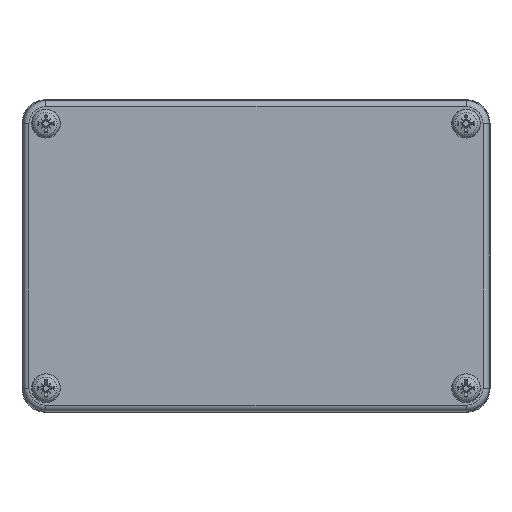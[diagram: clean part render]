
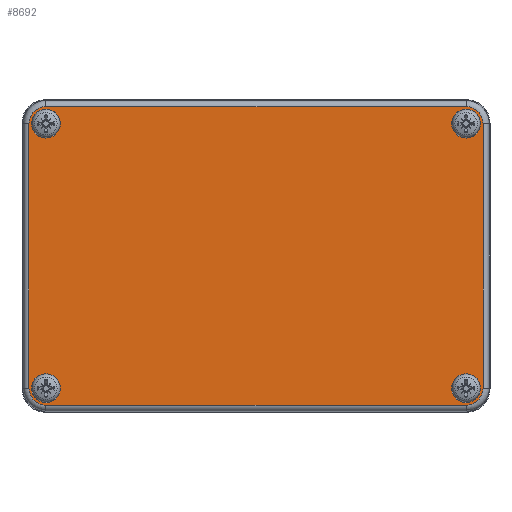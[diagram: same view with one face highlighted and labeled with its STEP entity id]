
A CAD part, top view. The second image highlights one B-rep face of the part: STEP entity #8692.
In plain terms, the highlighted face is planar.
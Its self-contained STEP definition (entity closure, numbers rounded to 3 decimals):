
#8271=CARTESIAN_POINT('',(-54.0,-38.351,-10.0));
#8272=VERTEX_POINT('',#8271);
#8280=CARTESIAN_POINT('',(54.0,-38.351,-10.0));
#8281=VERTEX_POINT('',#8280);
#8282=CARTESIAN_POINT('',(-54.0,-38.351,-10.0));
#8283=DIRECTION('',(1.0,0.0,0.0));
#8284=VECTOR('',#8283,108.0);
#8285=LINE('',#8282,#8284);
#8286=EDGE_CURVE('',#8272,#8281,#8285,.T.);
#8313=CARTESIAN_POINT('',(-58.351,-34.,-10.0));
#8314=VERTEX_POINT('',#8313);
#8322=CARTESIAN_POINT('',(-54.0,-34.,-10.0));
#8323=DIRECTION('',(0.0,0.0,1.0));
#8324=DIRECTION('',(-0.707,-0.707,0.0));
#8325=AXIS2_PLACEMENT_3D('',#8322,#8323,#8324);
#8326=CIRCLE('',#8325,4.351);
#8327=EDGE_CURVE('',#8314,#8272,#8326,.T.);
#8345=CARTESIAN_POINT('',(58.351,-34.0,-10.0));
#8346=VERTEX_POINT('',#8345);
#8364=CARTESIAN_POINT('',(54.0,-34.,-10.0));
#8365=DIRECTION('',(0.0,0.0,1.0));
#8366=DIRECTION('',(0.707,-0.707,0.0));
#8367=AXIS2_PLACEMENT_3D('',#8364,#8365,#8366);
#8368=CIRCLE('',#8367,4.351);
#8369=EDGE_CURVE('',#8281,#8346,#8368,.T.);
#8381=CARTESIAN_POINT('',(-58.351,34.,-10.0));
#8382=VERTEX_POINT('',#8381);
#8390=CARTESIAN_POINT('',(-58.351,34.0,-10.0));
#8391=DIRECTION('',(0.0,-1.0,0.0));
#8392=VECTOR('',#8391,68.);
#8393=LINE('',#8390,#8392);
#8394=EDGE_CURVE('',#8382,#8314,#8393,.T.);
#8411=CARTESIAN_POINT('',(58.351,34.,-10.0));
#8412=VERTEX_POINT('',#8411);
#8429=CARTESIAN_POINT('',(58.351,-34.0,-10.0));
#8430=DIRECTION('',(0.0,1.0,0.0));
#8431=VECTOR('',#8430,68.0);
#8432=LINE('',#8429,#8431);
#8433=EDGE_CURVE('',#8346,#8412,#8432,.T.);
#8445=CARTESIAN_POINT('',(-54.0,38.351,-10.0));
#8446=VERTEX_POINT('',#8445);
#8454=CARTESIAN_POINT('',(-54.0,34.,-10.0));
#8455=DIRECTION('',(0.0,0.0,1.0));
#8456=DIRECTION('',(-0.707,0.707,0.0));
#8457=AXIS2_PLACEMENT_3D('',#8454,#8455,#8456);
#8458=CIRCLE('',#8457,4.351);
#8459=EDGE_CURVE('',#8446,#8382,#8458,.T.);
#8477=CARTESIAN_POINT('',(54.0,38.351,-10.0));
#8478=VERTEX_POINT('',#8477);
#8496=CARTESIAN_POINT('',(54.0,34.,-10.0));
#8497=DIRECTION('',(0.0,0.0,1.0));
#8498=DIRECTION('',(0.707,0.707,0.0));
#8499=AXIS2_PLACEMENT_3D('',#8496,#8497,#8498);
#8500=CIRCLE('',#8499,4.351);
#8501=EDGE_CURVE('',#8412,#8478,#8500,.T.);
#8519=CARTESIAN_POINT('',(54.0,38.351,-10.0));
#8520=DIRECTION('',(-1.0,0.0,0.0));
#8521=VECTOR('',#8520,108.0);
#8522=LINE('',#8519,#8521);
#8523=EDGE_CURVE('',#8478,#8446,#8522,.T.);
#8633=CARTESIAN_POINT('',(0.,0.,-10.0));
#8634=DIRECTION('',(0.0,0.0,1.0));
#8635=DIRECTION('',(1.0,0.0,0.0));
#8636=AXIS2_PLACEMENT_3D('',#8633,#8634,#8635);
#8637=PLANE('',#8636);
#8638=ORIENTED_EDGE('',*,*,#8286,.F.);
#8639=ORIENTED_EDGE('',*,*,#8327,.F.);
#8640=ORIENTED_EDGE('',*,*,#8394,.F.);
#8641=ORIENTED_EDGE('',*,*,#8459,.F.);
#8642=ORIENTED_EDGE('',*,*,#8523,.F.);
#8643=ORIENTED_EDGE('',*,*,#8501,.F.);
#8644=ORIENTED_EDGE('',*,*,#8433,.F.);
#8645=ORIENTED_EDGE('',*,*,#8369,.F.);
#8646=EDGE_LOOP('',(#8638,#8639,#8640,#8641,#8642,#8643,#8644,#8645));
#8647=FACE_OUTER_BOUND('',#8646,.T.);
#8648=CARTESIAN_POINT('',(-57.7,-34.0,-10.0));
#8649=VERTEX_POINT('',#8648);
#8650=CARTESIAN_POINT('',(-54.,-34.0,-10.0));
#8651=DIRECTION('',(0.0,0.0,1.0));
#8652=DIRECTION('',(1.0,0.0,0.0));
#8653=AXIS2_PLACEMENT_3D('',#8650,#8651,#8652);
#8654=CIRCLE('',#8653,3.7);
#8655=EDGE_CURVE('',#8649,#8649,#8654,.T.);
#8656=ORIENTED_EDGE('',*,*,#8655,.T.);
#8657=EDGE_LOOP('',(#8656));
#8658=FACE_BOUND('',#8657,.T.);
#8659=CARTESIAN_POINT('',(-57.7,34.0,-10.0));
#8660=VERTEX_POINT('',#8659);
#8661=CARTESIAN_POINT('',(-54.,34.0,-10.0));
#8662=DIRECTION('',(0.0,0.0,1.0));
#8663=DIRECTION('',(1.0,0.0,0.0));
#8664=AXIS2_PLACEMENT_3D('',#8661,#8662,#8663);
#8665=CIRCLE('',#8664,3.7);
#8666=EDGE_CURVE('',#8660,#8660,#8665,.T.);
#8667=ORIENTED_EDGE('',*,*,#8666,.T.);
#8668=EDGE_LOOP('',(#8667));
#8669=FACE_BOUND('',#8668,.T.);
#8670=CARTESIAN_POINT('',(50.3,34.0,-10.0));
#8671=VERTEX_POINT('',#8670);
#8672=CARTESIAN_POINT('',(54.,34.0,-10.0));
#8673=DIRECTION('',(0.0,0.0,1.0));
#8674=DIRECTION('',(1.0,0.0,0.0));
#8675=AXIS2_PLACEMENT_3D('',#8672,#8673,#8674);
#8676=CIRCLE('',#8675,3.7);
#8677=EDGE_CURVE('',#8671,#8671,#8676,.T.);
#8678=ORIENTED_EDGE('',*,*,#8677,.T.);
#8679=EDGE_LOOP('',(#8678));
#8680=FACE_BOUND('',#8679,.T.);
#8681=CARTESIAN_POINT('',(50.3,-34.0,-10.0));
#8682=VERTEX_POINT('',#8681);
#8683=CARTESIAN_POINT('',(54.,-34.0,-10.0));
#8684=DIRECTION('',(0.0,0.0,1.0));
#8685=DIRECTION('',(1.0,0.0,0.0));
#8686=AXIS2_PLACEMENT_3D('',#8683,#8684,#8685);
#8687=CIRCLE('',#8686,3.7);
#8688=EDGE_CURVE('',#8682,#8682,#8687,.T.);
#8689=ORIENTED_EDGE('',*,*,#8688,.T.);
#8690=EDGE_LOOP('',(#8689));
#8691=FACE_BOUND('',#8690,.T.);
#8692=ADVANCED_FACE('',(#8647,#8658,#8669,#8680,#8691),#8637,.F.);
